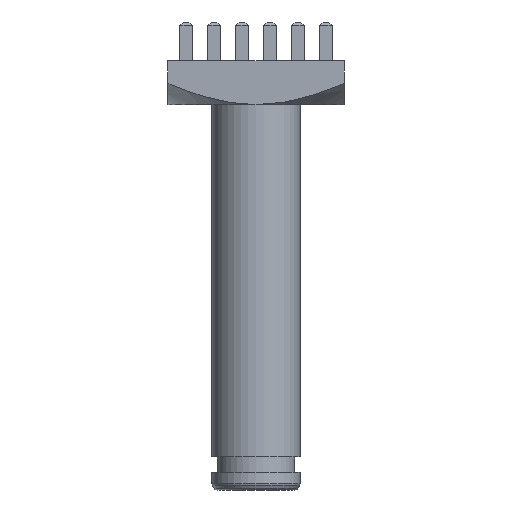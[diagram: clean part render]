
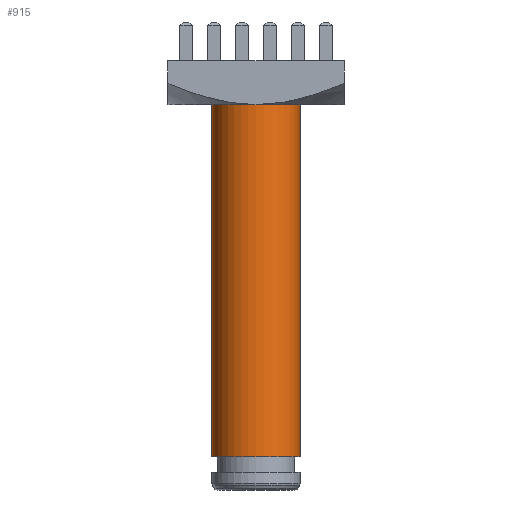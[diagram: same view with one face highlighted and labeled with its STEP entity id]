
A CAD part, front view. The second image highlights one B-rep face of the part: STEP entity #915.
In plain terms, the highlighted cylindrical face has radius 4 mm (diameter 8 mm), a partial arc.
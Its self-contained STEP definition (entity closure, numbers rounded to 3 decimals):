
#915 = ADVANCED_FACE ( 'NONE', ( #2255 ), #2258, .T. ) ;
#2235 = DIRECTION ( 'NONE',  ( 0., 0., 1. ) ) ;
#2255 = FACE_OUTER_BOUND ( 'NONE', #7548, .T. ) ;
#2256 = CARTESIAN_POINT ( 'NONE',  ( 0., 0., -32. ) ) ;
#2258 = CYLINDRICAL_SURFACE ( 'NONE', #3111, 4. ) ;
#2259 = DIRECTION ( 'NONE',  ( 1., 0., 0. ) ) ;
#3111 = AXIS2_PLACEMENT_3D ( 'NONE', #2256, #2235, #2259 ) ;
#3739 = ORIENTED_EDGE ( 'NONE', *, *, #6009, .F. ) ;
#3740 = ORIENTED_EDGE ( 'NONE', *, *, #6021, .F. ) ;
#3741 = ORIENTED_EDGE ( 'NONE', *, *, #6014, .T. ) ;
#3742 = ORIENTED_EDGE ( 'NONE', *, *, #6095, .T. ) ;
#4522 = CARTESIAN_POINT ( 'NONE',  ( -4., 0., -32. ) ) ;
#4523 = CARTESIAN_POINT ( 'NONE',  ( 4., 0., -32. ) ) ;
#4528 = CARTESIAN_POINT ( 'NONE',  ( -4., 0., 0. ) ) ;
#4529 = CARTESIAN_POINT ( 'NONE',  ( 4., 0., 0. ) ) ;
#5382 = VECTOR ( 'NONE', #8473, 1000. ) ;
#5390 = VECTOR ( 'NONE', #8487, 1000. ) ;
#5399 = CIRCLE ( 'NONE', #5401, 4. ) ;
#5401 = AXIS2_PLACEMENT_3D ( 'NONE', #8509, #8510, #8511 ) ;
#6009 = EDGE_CURVE ( 'NONE', #7833, #7839, #8469, .T. ) ;
#6014 = EDGE_CURVE ( 'NONE', #7834, #7840, #8484, .T. ) ;
#6021 = EDGE_CURVE ( 'NONE', #7834, #7833, #5399, .T. ) ;
#6095 = EDGE_CURVE ( 'NONE', #7840, #7839, #6836, .T. ) ;
#6836 = CIRCLE ( 'NONE', #6841, 4. ) ;
#6841 = AXIS2_PLACEMENT_3D ( 'NONE', #8731, #8732, #8733 ) ;
#7548 = EDGE_LOOP ( 'NONE', ( #3739, #3740, #3741, #3742 ) ) ;
#7833 = VERTEX_POINT ( 'NONE', #4522 ) ;
#7834 = VERTEX_POINT ( 'NONE', #4523 ) ;
#7839 = VERTEX_POINT ( 'NONE', #4528 ) ;
#7840 = VERTEX_POINT ( 'NONE', #4529 ) ;
#8465 = CARTESIAN_POINT ( 'NONE',  ( -4., 0., -32. ) ) ;
#8469 = LINE ( 'NONE', #8465, #5382 ) ;
#8473 = DIRECTION ( 'NONE',  ( 0., 0., 1. ) ) ;
#8484 = LINE ( 'NONE', #8486, #5390 ) ;
#8486 = CARTESIAN_POINT ( 'NONE',  ( 4., 0., -32. ) ) ;
#8487 = DIRECTION ( 'NONE',  ( 0., 0., 1. ) ) ;
#8509 = CARTESIAN_POINT ( 'NONE',  ( 0., 0., -32. ) ) ;
#8510 = DIRECTION ( 'NONE',  ( 0., 0., -1. ) ) ;
#8511 = DIRECTION ( 'NONE',  ( -1., 0., 0. ) ) ;
#8731 = CARTESIAN_POINT ( 'NONE',  ( 0., 0., 0. ) ) ;
#8732 = DIRECTION ( 'NONE',  ( 0., 0., -1. ) ) ;
#8733 = DIRECTION ( 'NONE',  ( -1., 0., 0. ) ) ;
